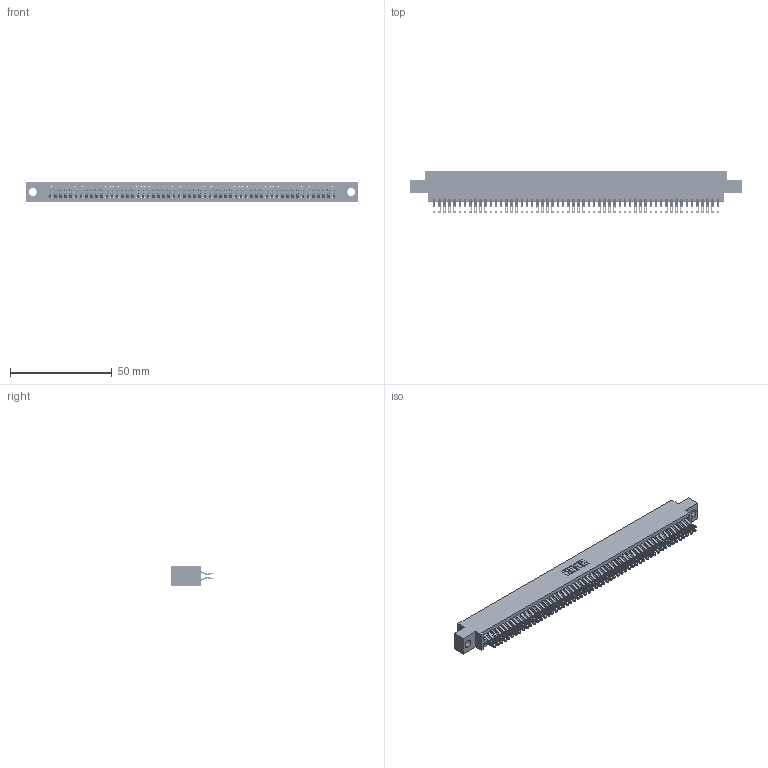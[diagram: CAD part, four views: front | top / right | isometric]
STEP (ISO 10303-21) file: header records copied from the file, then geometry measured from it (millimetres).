
FILE_DESCRIPTION (( 'STEP AP203' ), '1' );
FILE_NAME ('345-112-555-804.STEP', '2018-10-07T16:28:59', ( '' ), ( '' ), 'SwSTEP 2.0', 'SolidWorks 2016', '' );
FILE_SCHEMA (( 'CONFIG_CONTROL_DESIGN' ));
Length unit declared in the file: inch
Products named in the file (3): 345-112-555-804; 345-292-001_555 Tail; 345 Part_0.170 Offset - 0.156 Dia-TH
Assembly tree (113 placements, depth 2):
  345-112-555-804
    345 Part_0.170 Offset - 0.156 Dia-TH
    345-292-001_555 Tail  x112
Bounding box: 163.45 x 21.13 x 9.4 mm (x, y, z)
Volume: 16131.2 mm3; surface area: 25204.3 mm2
Topology: 113 solids, 113 shells, 6402 faces, 20177 edges, 13450 vertices
Faces by surface type: plane 3556, cylinder 2846
Entity records: 42515 total; most frequent: CARTESIAN_POINT 7150, ORIENTED_EDGE 7054, DIRECTION 6255, EDGE_CURVE 3527, LINE 3151, VECTOR 3151, VERTEX_POINT 2350, AXIS2_PLACEMENT_3D 1552
